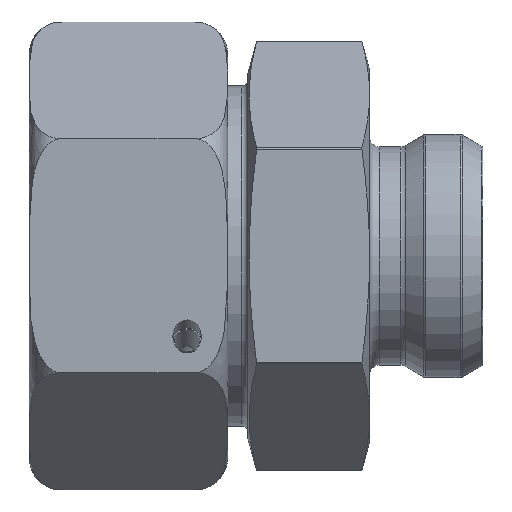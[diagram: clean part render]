
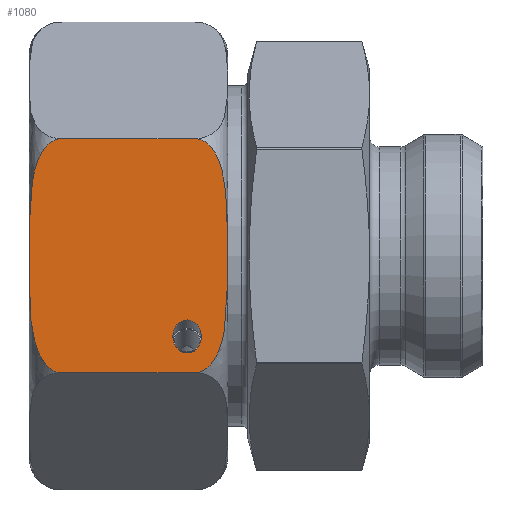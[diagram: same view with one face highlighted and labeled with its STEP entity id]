
A CAD part, top view. The second image highlights one B-rep face of the part: STEP entity #1080.
In plain terms, the highlighted face is planar.
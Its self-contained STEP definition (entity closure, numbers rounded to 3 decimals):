
#550=ELLIPSE('',#5706,2.021,1.75);
#704=FACE_BOUND('',#1699,.T.);
#705=FACE_BOUND('',#1700,.T.);
#810=PLANE('',#5707);
#1080=ADVANCED_FACE('',(#704,#705),#810,.F.);
#1699=EDGE_LOOP('',(#2830));
#1700=EDGE_LOOP('',(#2831,#2832,#2833,#2834));
#2162=B_SPLINE_CURVE_WITH_KNOTS('',3,(#8415,#8416,#8417,#8418,#8419,#8420,
#8421,#8422,#8423,#8424,#8425,#8426,#8427,#8428,#8429,#8430,#8431,#8432),
 .UNSPECIFIED.,.F.,.F.,(4,2,2,2,2,2,2,2,4),(0.,0.063,0.125,0.25,0.5,0.75,
0.875,0.938,1.),.UNSPECIFIED.);
#2172=B_SPLINE_CURVE_WITH_KNOTS('',3,(#8646,#8647,#8648,#8649,#8650,#8651,
#8652,#8653,#8654,#8655,#8656,#8657,#8658,#8659,#8660,#8661,#8662,#8663),
 .UNSPECIFIED.,.F.,.F.,(4,2,2,2,2,2,2,2,4),(0.,0.062,0.125,
0.25,0.5,0.75,0.875,0.938,1.),.UNSPECIFIED.);
#2830=ORIENTED_EDGE('',*,*,#4705,.T.);
#2831=ORIENTED_EDGE('',*,*,#4686,.T.);
#2832=ORIENTED_EDGE('',*,*,#4660,.T.);
#2833=ORIENTED_EDGE('',*,*,#4675,.T.);
#2834=ORIENTED_EDGE('',*,*,#4693,.T.);
#4135=VERTEX_POINT('',#8414);
#4136=VERTEX_POINT('',#8433);
#4148=VERTEX_POINT('',#8529);
#4156=VERTEX_POINT('',#8553);
#4168=VERTEX_POINT('',#8734);
#4660=EDGE_CURVE('',#4136,#4135,#2162,.T.);
#4675=EDGE_CURVE('',#4135,#4148,#5125,.T.);
#4686=EDGE_CURVE('',#4156,#4136,#5133,.T.);
#4693=EDGE_CURVE('',#4148,#4156,#2172,.T.);
#4705=EDGE_CURVE('',#4168,#4168,#550,.T.);
#5125=LINE('',#8530,#5345);
#5133=LINE('',#8552,#5353);
#5345=VECTOR('',#6160,1.);
#5353=VECTOR('',#6182,1.);
#5706=AXIS2_PLACEMENT_3D('',#8733,#6221,#6222);
#5707=AXIS2_PLACEMENT_3D('',#8735,#6223,#6224);
#6160=DIRECTION('',(1.,0.,0.));
#6182=DIRECTION('',(-1.,0.,0.));
#6221=DIRECTION('',(0.,0.5,-0.866));
#6222=DIRECTION('',(0.,0.866,0.5));
#6223=DIRECTION('',(0.,0.5,-0.866));
#6224=DIRECTION('',(0.,0.866,0.5));
#8414=CARTESIAN_POINT('',(4.,-25.,14.434));
#8415=CARTESIAN_POINT('',(4.,0.,28.867));
#8416=CARTESIAN_POINT('',(3.316,0.,28.867));
#8417=CARTESIAN_POINT('',(2.685,-0.321,28.682));
#8418=CARTESIAN_POINT('',(1.754,-1.161,28.197));
#8419=CARTESIAN_POINT('',(1.416,-1.678,27.898));
#8420=CARTESIAN_POINT('',(0.63,-3.284,26.971));
#8421=CARTESIAN_POINT('',(0.393,-4.436,26.306));
#8422=CARTESIAN_POINT('',(-0.05,-7.87,24.324));
#8423=CARTESIAN_POINT('',(0.002,-10.198,22.98));
#8424=CARTESIAN_POINT('',(0.002,-14.826,20.308));
#8425=CARTESIAN_POINT('',(-0.052,-17.148,18.967));
#8426=CARTESIAN_POINT('',(0.399,-20.597,16.976));
#8427=CARTESIAN_POINT('',(0.636,-21.738,16.317));
#8428=CARTESIAN_POINT('',(1.428,-23.342,15.391));
#8429=CARTESIAN_POINT('',(1.768,-23.855,15.095));
#8430=CARTESIAN_POINT('',(2.696,-24.685,14.616));
#8431=CARTESIAN_POINT('',(3.321,-25.,14.434));
#8432=CARTESIAN_POINT('',(4.,-25.,14.434));
#8433=CARTESIAN_POINT('',(4.,0.,28.867));
#8529=CARTESIAN_POINT('',(20.5,-25.,14.434));
#8530=CARTESIAN_POINT('',(0.,-25.,14.434));
#8552=CARTESIAN_POINT('',(0.,0.,28.867));
#8553=CARTESIAN_POINT('',(20.5,0.,28.867));
#8646=CARTESIAN_POINT('',(20.5,-25.,14.434));
#8647=CARTESIAN_POINT('',(21.184,-25.,14.434));
#8648=CARTESIAN_POINT('',(21.815,-24.679,14.619));
#8649=CARTESIAN_POINT('',(22.746,-23.839,15.104));
#8650=CARTESIAN_POINT('',(23.084,-23.322,15.403));
#8651=CARTESIAN_POINT('',(23.87,-21.716,16.33));
#8652=CARTESIAN_POINT('',(24.107,-20.564,16.995));
#8653=CARTESIAN_POINT('',(24.55,-17.13,18.977));
#8654=CARTESIAN_POINT('',(24.498,-14.802,20.322));
#8655=CARTESIAN_POINT('',(24.498,-10.174,22.994));
#8656=CARTESIAN_POINT('',(24.552,-7.852,24.334));
#8657=CARTESIAN_POINT('',(24.101,-4.403,26.325));
#8658=CARTESIAN_POINT('',(23.864,-3.262,26.984));
#8659=CARTESIAN_POINT('',(23.072,-1.658,27.911));
#8660=CARTESIAN_POINT('',(22.732,-1.145,28.207));
#8661=CARTESIAN_POINT('',(21.804,-0.315,28.686));
#8662=CARTESIAN_POINT('',(21.179,0.,28.867));
#8663=CARTESIAN_POINT('',(20.5,0.,28.867));
#8733=CARTESIAN_POINT('',(19.5,-21.123,16.672));
#8734=CARTESIAN_POINT('',(19.5,-19.373,17.683));
#8735=CARTESIAN_POINT('',(25.,0.,28.868));
